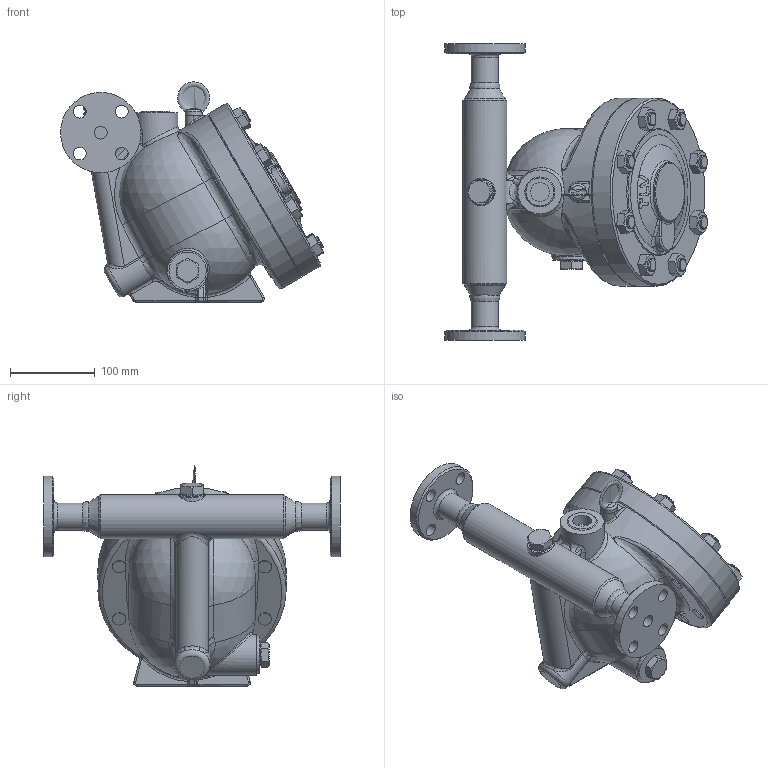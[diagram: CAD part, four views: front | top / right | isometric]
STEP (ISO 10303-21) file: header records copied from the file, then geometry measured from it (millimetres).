
FILE_DESCRIPTION((''),'2;1');
FILE_NAME('gas2n-015-jis10-00.stp','2010-10-29T16:25:30',('nakaot'),(''),'Autodesk Inventor 2008','Autodesk Inventor 2008','');
FILE_SCHEMA(('AUTOMOTIVE_DESIGN { 1 0 10303 214 1 1 1 1 }'));
Length unit declared in the file: millimetre
Products named in the file (1): gas2n-015-jis10-00
Bounding box: 310.24 x 350 x 259.91 mm (x, y, z)
Volume: 5807724.3 mm3; surface area: 350819.6 mm2
Topology: 1 solids, 2 shells, 476 faces, 1102 edges, 669 vertices
Faces by surface type: plane 159, bspline 116, cylinder 99, cone 81, torus 13, sphere 8
Full cylindrical faces by diameter (mm): 15 x5, 16 x22, 18 x1, 20 x1, 21 x1, 26 x1, 32 x1, 44 x1, 48 x1, 52 x2, 95 x1, 165 x1, 222 x2
Entity records: 23021 total; most frequent: CARTESIAN_POINT 13509, ORIENTED_EDGE 1952, DIRECTION 1853, EDGE_CURVE 976, AXIS2_PLACEMENT_3D 812, EDGE_LOOP 642, VERTEX_POINT 638, FACE_OUTER_BOUND 475
